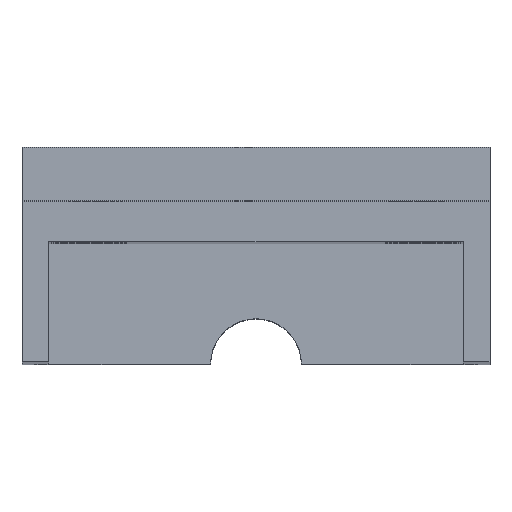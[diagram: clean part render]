
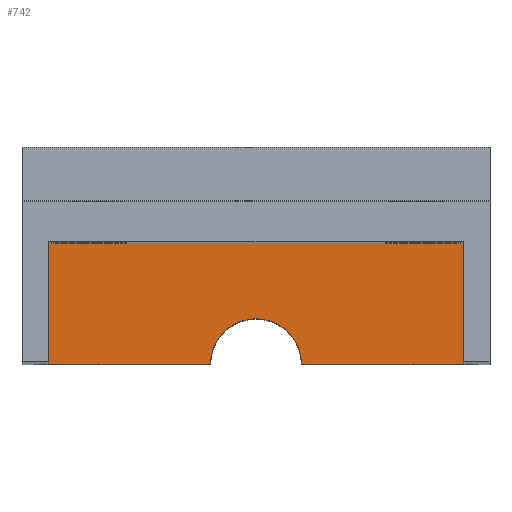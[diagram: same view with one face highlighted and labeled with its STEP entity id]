
A CAD part, top view. The second image highlights one B-rep face of the part: STEP entity #742.
In plain terms, the highlighted planar face has unit normal (0, 0, 1).
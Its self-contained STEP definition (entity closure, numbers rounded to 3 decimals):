
#54=PLANE('',#825);
#91=FACE_OUTER_BOUND('',#134,.T.);
#134=EDGE_LOOP('',(#637,#638,#639,#640,#641,#642));
#198=LINE('',#1142,#267);
#218=LINE('',#1226,#287);
#219=LINE('',#1228,#288);
#220=LINE('',#1230,#289);
#221=LINE('',#1231,#290);
#267=VECTOR('',#921,10.);
#287=VECTOR('',#1017,10.);
#288=VECTOR('',#1018,10.);
#289=VECTOR('',#1019,10.);
#290=VECTOR('',#1020,10.);
#307=CIRCLE('',#786,3.4);
#361=VERTEX_POINT('',#1128);
#362=VERTEX_POINT('',#1130);
#366=VERTEX_POINT('',#1140);
#392=VERTEX_POINT('',#1225);
#393=VERTEX_POINT('',#1227);
#394=VERTEX_POINT('',#1229);
#438=EDGE_CURVE('',#361,#362,#307,.T.);
#444=EDGE_CURVE('',#366,#361,#198,.T.);
#486=EDGE_CURVE('',#392,#366,#218,.T.);
#487=EDGE_CURVE('',#393,#392,#219,.T.);
#488=EDGE_CURVE('',#394,#393,#220,.T.);
#489=EDGE_CURVE('',#362,#394,#221,.T.);
#637=ORIENTED_EDGE('',*,*,#438,.F.);
#638=ORIENTED_EDGE('',*,*,#444,.F.);
#639=ORIENTED_EDGE('',*,*,#486,.F.);
#640=ORIENTED_EDGE('',*,*,#487,.F.);
#641=ORIENTED_EDGE('',*,*,#488,.F.);
#642=ORIENTED_EDGE('',*,*,#489,.F.);
#742=ADVANCED_FACE('',(#91),#54,.F.);
#786=AXIS2_PLACEMENT_3D('',#1131,#912,#913);
#825=AXIS2_PLACEMENT_3D('',#1224,#1015,#1016);
#912=DIRECTION('center_axis',(0.,0.,1.));
#913=DIRECTION('ref_axis',(1.,0.,0.));
#921=DIRECTION('',(-1.,0.,0.));
#1015=DIRECTION('center_axis',(0.,0.,-1.));
#1016=DIRECTION('ref_axis',(-1.,0.,0.));
#1017=DIRECTION('',(0.,-1.,0.));
#1018=DIRECTION('',(1.,0.,0.));
#1019=DIRECTION('',(0.,1.,0.));
#1020=DIRECTION('',(-1.,0.,0.));
#1128=CARTESIAN_POINT('',(3.4,0.,20.));
#1130=CARTESIAN_POINT('',(-3.4,0.,20.));
#1131=CARTESIAN_POINT('Origin',(0.,0.,20.));
#1140=CARTESIAN_POINT('',(15.5,0.,20.));
#1142=CARTESIAN_POINT('',(-8.75,0.,20.));
#1224=CARTESIAN_POINT('Origin',(0.,4.5,20.));
#1225=CARTESIAN_POINT('',(15.5,9.,20.));
#1226=CARTESIAN_POINT('',(15.5,9.,20.));
#1227=CARTESIAN_POINT('',(-15.5,9.,20.));
#1228=CARTESIAN_POINT('',(-15.5,9.,20.));
#1229=CARTESIAN_POINT('',(-15.5,0.,20.));
#1230=CARTESIAN_POINT('',(-15.5,0.,20.));
#1231=CARTESIAN_POINT('',(-8.75,0.,20.));
